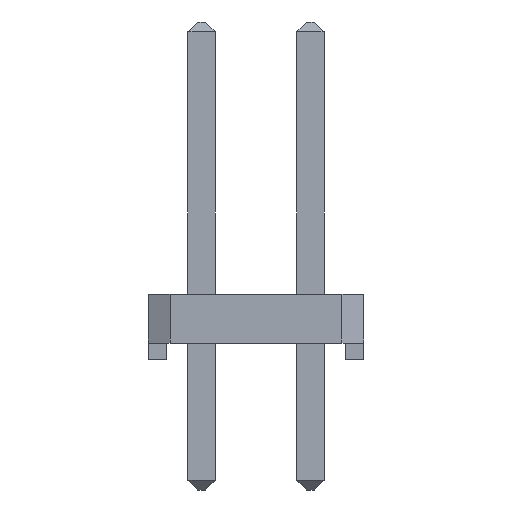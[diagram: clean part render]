
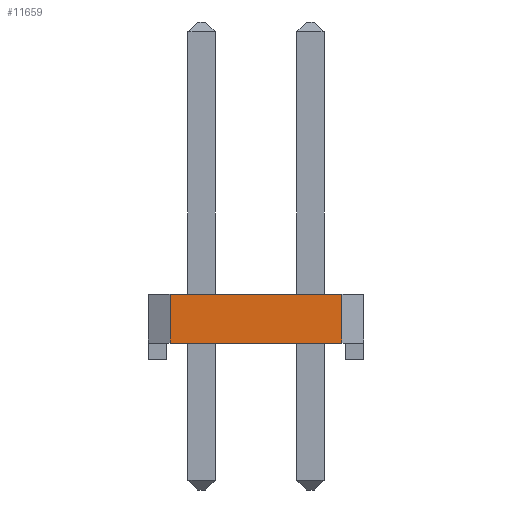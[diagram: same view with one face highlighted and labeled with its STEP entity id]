
A CAD part, left-side view. The second image highlights one B-rep face of the part: STEP entity #11659.
In plain terms, the highlighted planar face has unit normal (-1, 0, 0).
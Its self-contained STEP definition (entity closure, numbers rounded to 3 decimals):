
#329=FACE_OUTER_BOUND($,#1055,.T.);
#1055=EDGE_LOOP($,(#8566,#8567,#8568,#8569));
#2082=LINE($,#17205,#3710);
#2094=LINE($,#17228,#3722);
#2104=LINE($,#17249,#3732);
#2106=LINE($,#17252,#3734);
#3710=VECTOR($,#14019,4.013);
#3722=VECTOR($,#14041,1.143);
#3732=VECTOR($,#14061,1.143);
#3734=VECTOR($,#14065,4.013);
#5130=VERTEX_POINT($,#17202);
#5131=VERTEX_POINT($,#17204);
#5137=VERTEX_POINT($,#17226);
#5143=VERTEX_POINT($,#17248);
#6350=EDGE_CURVE($,#5131,#5130,#2082,.T.);
#6362=EDGE_CURVE($,#5137,#5130,#2094,.T.);
#6372=EDGE_CURVE($,#5143,#5131,#2104,.T.);
#6374=EDGE_CURVE($,#5143,#5137,#2106,.T.);
#8566=ORIENTED_EDGE($,*,*,#6350,.T.);
#8567=ORIENTED_EDGE($,*,*,#6362,.F.);
#8568=ORIENTED_EDGE($,*,*,#6374,.F.);
#8569=ORIENTED_EDGE($,*,*,#6372,.T.);
#10933=PLANE($,#12496);
#11659=ADVANCED_FACE($,(#329),#10933,.T.);
#12496=AXIS2_PLACEMENT_3D($,#17251,#14063,#14064);
#14019=DIRECTION($,(0.,-1.,0.));
#14041=DIRECTION($,(0.,0.,-1.));
#14061=DIRECTION($,(0.,0.,-1.));
#14063=DIRECTION('center_axis',(-1.,0.,0.));
#14064=DIRECTION('ref_axis',(0.,0.,1.));
#14065=DIRECTION($,(0.,-1.,0.));
#17202=CARTESIAN_POINT('',(-13.97,-2.007,0.381));
#17204=CARTESIAN_POINT('',(-13.97,2.007,0.381));
#17205=CARTESIAN_POINT($,(-13.97,2.007,0.381));
#17226=CARTESIAN_POINT('',(-13.97,-2.007,1.524));
#17228=CARTESIAN_POINT($,(-13.97,-2.007,1.524));
#17248=CARTESIAN_POINT('',(-13.97,2.007,1.524));
#17249=CARTESIAN_POINT($,(-13.97,2.007,1.524));
#17251=CARTESIAN_POINT('Origin',(-13.97,2.007,1.524));
#17252=CARTESIAN_POINT($,(-13.97,2.007,1.524));
